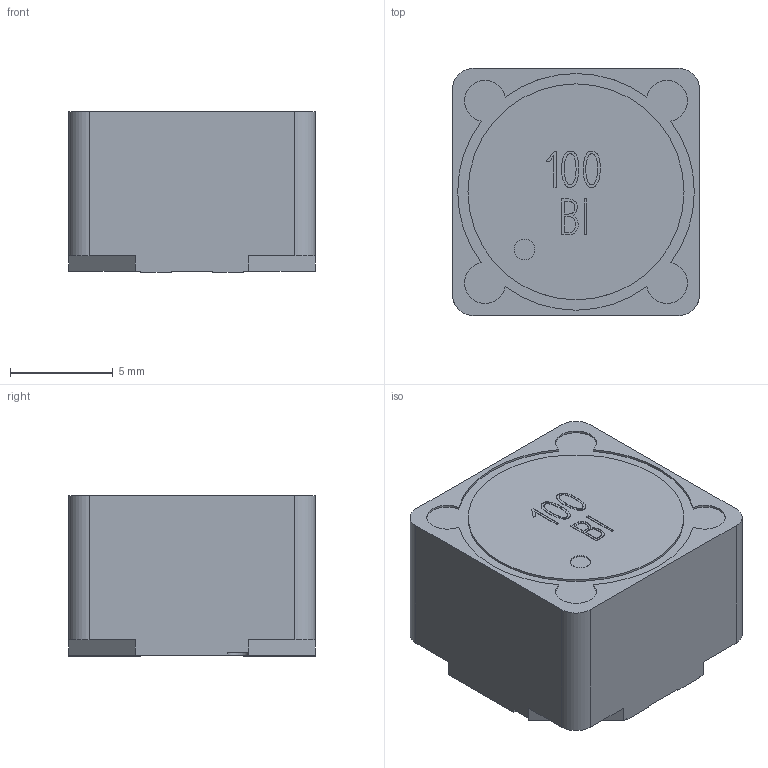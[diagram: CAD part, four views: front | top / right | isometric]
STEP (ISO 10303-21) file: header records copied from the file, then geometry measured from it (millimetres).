
FILE_DESCRIPTION(/* description */ ('Unknown'),/* implementation_level */ '2;1');
FILE_NAME(/* name */ 'HA78D-128',/* time_stamp */ '2021-11-17T18:00:23+08:00',/* author */ ('Unknown'),/* organization */ ('Unknown'),/* preprocessor_version */ 'ST-DEVELOPER v16.7',/* originating_system */ 'Solid Edge',/* authorisation */ 'Unknown');
FILE_SCHEMA (('AUTOMOTIVE_DESIGN {1 0 10303 214 3 1 1}'));
Length unit declared in the file: millimetre
Products named in the file (1): HA78D-128
Bounding box: 12 x 12 x 7.8 mm (x, y, z)
Volume: 1092.4 mm3; surface area: 651.5 mm2
Topology: 1 solids, 1 shells, 83 faces, 207 edges, 138 vertices
Faces by surface type: plane 57, cylinder 15, bspline 11
Full cylindrical faces by diameter (mm): 1 x1, 10.5 x1
Entity records: 3454 total; most frequent: CARTESIAN_POINT 954, ORIENTED_EDGE 402, DIRECTION 341, EDGE_CURVE 201, VERTEX_POINT 138, LINE 135, VECTOR 135, AXIS2_PLACEMENT_3D 103
